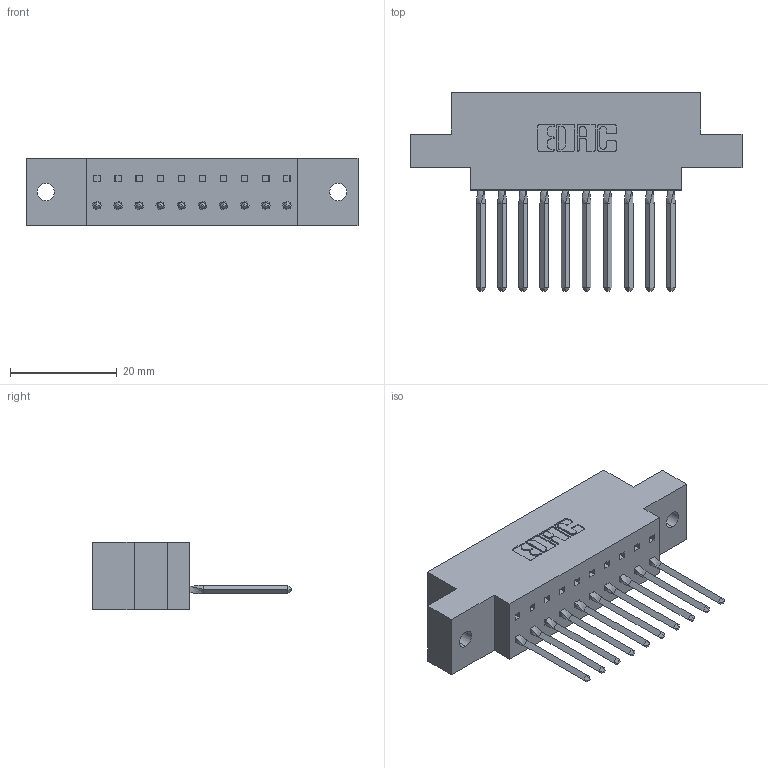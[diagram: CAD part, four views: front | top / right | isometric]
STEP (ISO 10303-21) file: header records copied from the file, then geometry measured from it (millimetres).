
FILE_DESCRIPTION (( 'STEP AP203' ), '1' );
FILE_NAME ('317-010-541-602.STEP', '2020-02-27T13:32:40', ( '' ), ( '' ), 'SwSTEP 2.0', 'SolidWorks 2016', '' );
FILE_SCHEMA (( 'CONFIG_CONTROL_DESIGN' ));
Length unit declared in the file: inch
Products named in the file (3): 317-290-002_541; 317-010-541-602; 317 Part_.144 Dia
Assembly tree (11 placements, depth 2):
  317-010-541-602
    317 Part_.144 Dia
    317-290-002_541  x10
Bounding box: 62.33 x 37.34 x 12.7 mm (x, y, z)
Volume: 9087.5 mm3; surface area: 11507.7 mm2
Topology: 11 solids, 11 shells, 1622 faces, 4615 edges, 3002 vertices
Faces by surface type: plane 1298, cylinder 284, bspline 40
Entity records: 20150 total; most frequent: CARTESIAN_POINT 4207, ORIENTED_EDGE 3470, DIRECTION 2827, EDGE_CURVE 1735, VECTOR 1371, LINE 1371, VERTEX_POINT 1148, AXIS2_PLACEMENT_3D 728
